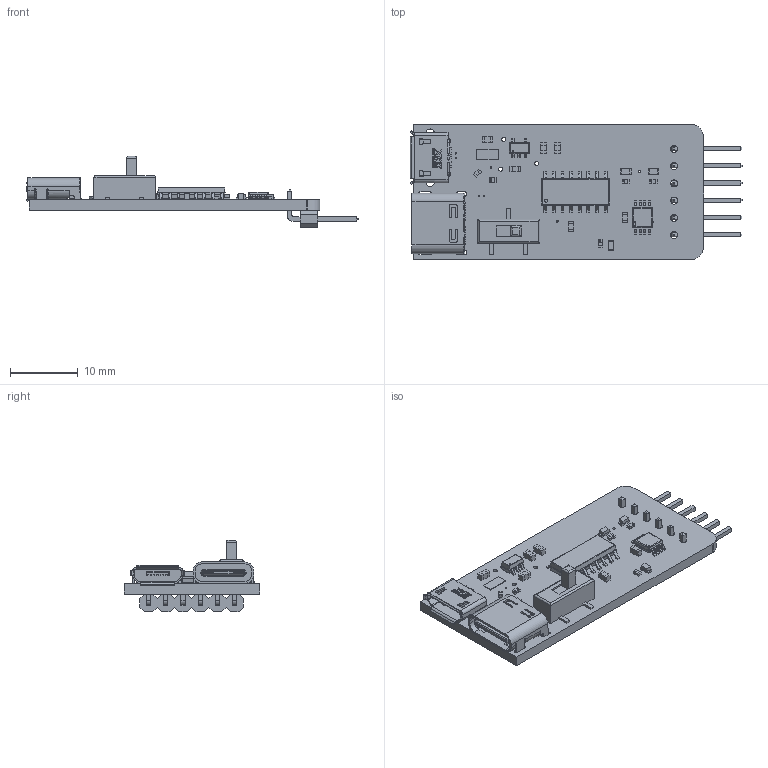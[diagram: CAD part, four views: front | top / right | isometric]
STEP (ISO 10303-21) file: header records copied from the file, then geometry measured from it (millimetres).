
FILE_DESCRIPTION(/* description */ (''),/* implementation_level */ '2;1');
FILE_NAME(/* name */ 'CH340-Programmer v2.step',/* time_stamp */ '2022-06-23T16:02:40+02:00',/* author */ (''),/* organization */ (''),/* preprocessor_version */ 'ST-DEVELOPER v19',/* originating_system */ 'Autodesk Translation Framework v11.7.0.108',/* authorisation */ '');
FILE_SCHEMA (('AUTOMOTIVE_DESIGN { 1 0 10303 214 3 1 1 }'));
Products named in the file (22): CH340-Programmer; Board; Packages; LASKAKIT_HEART_4MM; 1X06/90; MOLEX_105450-0101; U254-051T-4BH23-S2B; CHIP-LED0603; 0805L; C0603; SOIC16; Body; PinsArrayLR; VSSOP-8; BODY_MUA08A; LEAD_MUA08A; SOT23-5; Body (1); PinsArrayL; PinsArrayR; TA-3530A-A2; R0402
Assembly tree (39 placements, depth 4):
  CH340-Programmer
    Board
    Packages
      LASKAKIT_HEART_4MM
      1X06/90
      MOLEX_105450-0101
      U254-051T-4BH23-S2B
      CHIP-LED0603  x3
      0805L
      C0603  x6
      SOIC16
        Body
        PinsArrayLR
      VSSOP-8
        BODY_MUA08A
        LEAD_MUA08A  x8
      SOT23-5
        Body (1)
        PinsArrayL
        PinsArrayR
      TA-3530A-A2
      R0402  x5
Bounding box: 48.89 x 20 x 10.49 mm (x, y, z)
Volume: 1800.9 mm3; surface area: 3450.4 mm2
Topology: 52 solids, 52 shells, 2540 faces, 6689 edges, 4314 vertices
Faces by surface type: plane 1904, cylinder 527, sphere 93, bspline 12, torus 4
Full cylindrical faces by diameter (mm): 0.2 x8, 0.203 x1, 0.3 x4, 0.4 x1, 0.487 x1, 0.6 x6, 0.75 x2, 1.016 x6, 1.25 x2
Entity records: 66630 total; most frequent: CARTESIAN_POINT 11890, ORIENTED_EDGE 11410, DIRECTION 10790, EDGE_CURVE 5705, LINE 4872, VECTOR 4872, VERTEX_POINT 3722, AXIS2_PLACEMENT_3D 2959
